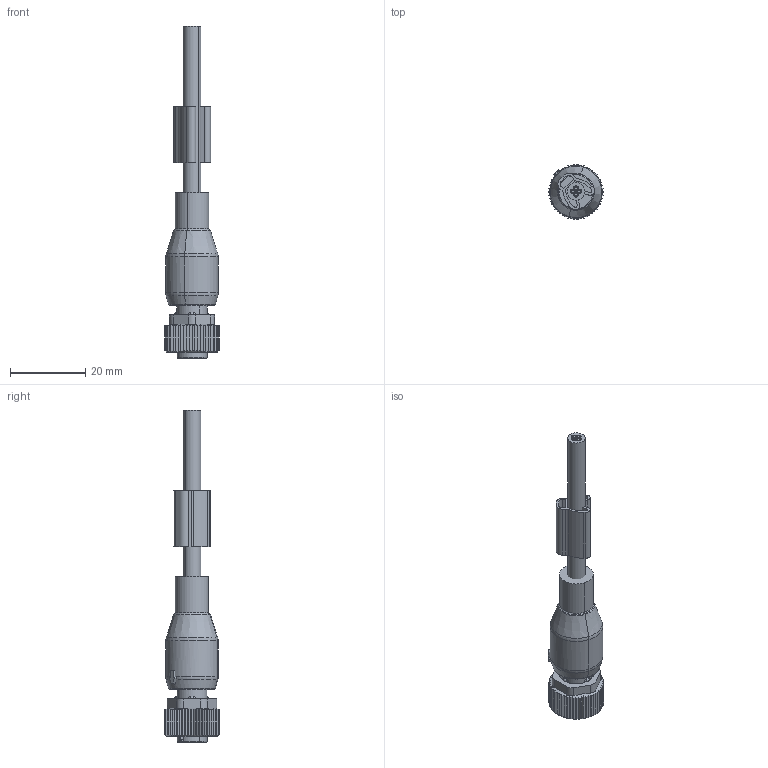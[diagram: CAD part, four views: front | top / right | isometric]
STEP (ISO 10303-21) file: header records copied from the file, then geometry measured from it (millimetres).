
FILE_DESCRIPTION(('CATIA V5 STEP Exchange','CAx-IF Rec.Pracs.--- Model Styling and Organization---1.4--- 2014-01-23'),'2;1');
FILE_NAME ('163277-1_0', '2021-03-25T09:28:50+00:00', ('none'), ('Weidmueller'), 'CATIA Version 5-6 Release 2016 SP3 HF44', 'CATIA V5 STEP AP214', 'none');
FILE_SCHEMA(('AUTOMOTIVE_DESIGN { 1 0 10303 214 1 1 1 1 }'));
Length unit declared in the file: millimetre
Products named in the file (1): 1094190500
Bounding box: 14.6 x 14.52 x 88.5 mm (x, y, z)
Volume: 6240.1 mm3; surface area: 8807.7 mm2
Topology: 35 solids, 35 shells, 1014 faces, 2546 edges, 1631 vertices
Faces by surface type: plane 470, cylinder 326, cone 107, torus 63, bspline 40, revolution 4, sphere 4
Entity records: 32284 total; most frequent: CARTESIAN_POINT 10655, ORIENTED_EDGE 5056, DIRECTION 3252, EDGE_CURVE 2528, VERTEX_POINT 1631, AXIS2_PLACEMENT_3D 1502, EDGE_LOOP 1117, VECTOR 1097
